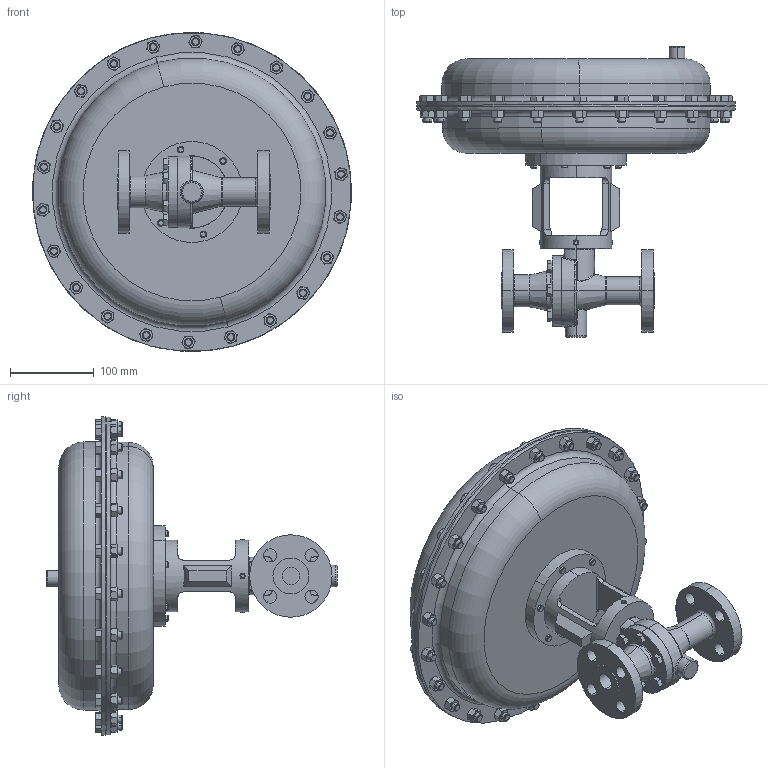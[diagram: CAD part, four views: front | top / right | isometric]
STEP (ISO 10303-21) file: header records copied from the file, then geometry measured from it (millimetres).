
FILE_DESCRIPTION (( 'STEP AP203' ), '1' );
FILE_NAME ('70-075-CS+S6-I5-85M.step', '2017-10-19T19:48:00', ( '' ), ( '' ), 'SwSTEP 2.0', 'SolidWorks 2014', '' );
FILE_SCHEMA (( 'CONFIG_CONTROL_DESIGN' ));
Length unit declared in the file: inch
Products named in the file (1): 70-075-CS+S6-I5-85M
Bounding box: 380.96 x 347 x 380.89 mm (x, y, z)
Volume: 10088893.7 mm3; surface area: 450017.6 mm2
Topology: 1 solids, 1 shells, 1139 faces, 2573 edges, 1533 vertices
Faces by surface type: cone 502, plane 447, cylinder 145, torus 30, bspline 11, sphere 4
Entity records: 36195 total; most frequent: CARTESIAN_POINT 12107, ORIENTED_EDGE 5146, DIRECTION 4701, EDGE_CURVE 2573, AXIS2_PLACEMENT_3D 1963, VERTEX_POINT 1533, EDGE_LOOP 1254, FACE_OUTER_BOUND 1139
